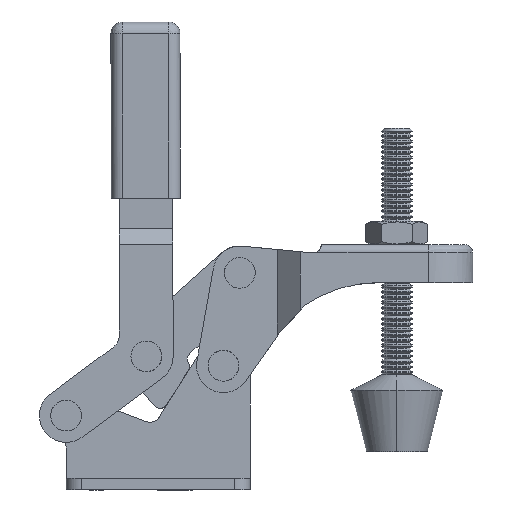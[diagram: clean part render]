
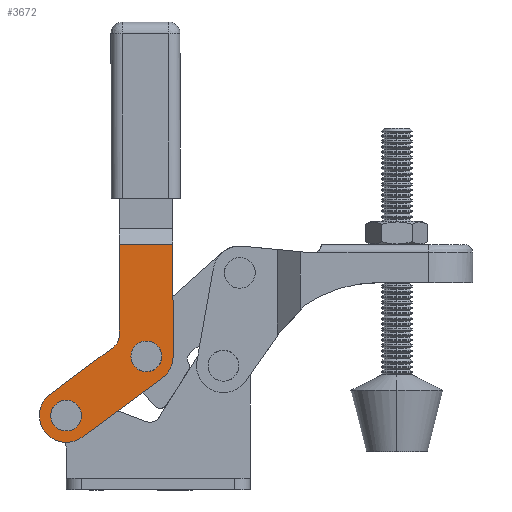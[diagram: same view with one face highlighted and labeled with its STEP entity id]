
A CAD part, left-side view. The second image highlights one B-rep face of the part: STEP entity #3672.
In plain terms, the highlighted free-form (B-spline) face has degree [1, 1] with [2, 2] control points.
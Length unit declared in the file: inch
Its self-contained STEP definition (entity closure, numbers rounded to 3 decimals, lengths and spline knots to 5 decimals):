
#3672=ADVANCED_FACE('',(#7667,#7668,#7669),#7670,.F.);
#7667=FACE_OUTER_BOUND('',#12701,.T.);
#7668=FACE_BOUND('',#12702,.T.);
#7669=FACE_BOUND('',#12703,.T.);
#7670=B_SPLINE_SURFACE_WITH_KNOTS('',1,1,((#12704,#12705),(#12706,#12707)),.UNSPECIFIED.,.F.,.F.,.F.,(2,2),(2,2),(0.0,1.0),(0.0,1.0),.UNSPECIFIED.);
#12701=EDGE_LOOP('',(#21646,#21647,#21648,#21649,#21650,#21651,#21652,#21653,#21654));
#12702=EDGE_LOOP('',(#21655,#21656));
#12703=EDGE_LOOP('',(#21657,#21658));
#12704=CARTESIAN_POINT('',(-0.11811,0.14432,1.26048));
#12705=CARTESIAN_POINT('',(-0.11811,0.14153,0.23761));
#12706=CARTESIAN_POINT('',(-0.11811,-0.5476,1.26237));
#12707=CARTESIAN_POINT('',(-0.11811,-0.55039,0.23949));
#21646=ORIENTED_EDGE('',*,*,#27211,.F.);
#21647=ORIENTED_EDGE('',*,*,#26727,.F.);
#21648=ORIENTED_EDGE('',*,*,#27157,.T.);
#21649=ORIENTED_EDGE('',*,*,#26228,.F.);
#21650=ORIENTED_EDGE('',*,*,#27198,.T.);
#21651=ORIENTED_EDGE('',*,*,#24510,.F.);
#21652=ORIENTED_EDGE('',*,*,#26857,.F.);
#21653=ORIENTED_EDGE('',*,*,#24769,.F.);
#21654=ORIENTED_EDGE('',*,*,#27212,.F.);
#21655=ORIENTED_EDGE('',*,*,#25216,.T.);
#21656=ORIENTED_EDGE('',*,*,#26999,.T.);
#21657=ORIENTED_EDGE('',*,*,#27136,.T.);
#21658=ORIENTED_EDGE('',*,*,#27213,.T.);
#24510=EDGE_CURVE('',#27539,#27541,#27542,.T.);
#24769=EDGE_CURVE('',#28033,#28029,#28035,.T.);
#25216=EDGE_CURVE('',#28846,#28843,#28847,.T.);
#26228=EDGE_CURVE('',#30678,#30680,#30681,.T.);
#26727=EDGE_CURVE('',#31547,#31549,#31550,.T.);
#26857=EDGE_CURVE('',#28029,#27539,#31768,.T.);
#26999=EDGE_CURVE('',#28843,#28846,#31984,.T.);
#27136=EDGE_CURVE('',#32195,#32192,#32196,.T.);
#27157=EDGE_CURVE('',#31547,#30680,#32223,.T.);
#27198=EDGE_CURVE('',#30678,#27541,#32279,.T.);
#27211=EDGE_CURVE('',#31549,#32293,#32294,.T.);
#27212=EDGE_CURVE('',#32293,#28033,#32295,.T.);
#27213=EDGE_CURVE('',#32192,#32195,#32296,.T.);
#27539=VERTEX_POINT('',#32786);
#27541=VERTEX_POINT('',#32789);
#27542=LINE('',#32790,#32791);
#28029=VERTEX_POINT('',#33616);
#28033=VERTEX_POINT('',#33621);
#28035=CIRCLE('',#33624,0.1378);
#28843=VERTEX_POINT('',#34787);
#28846=VERTEX_POINT('',#34791);
#28847=CIRCLE('',#34792,0.05906);
#30678=VERTEX_POINT('',#38183);
#30680=VERTEX_POINT('',#38186);
#30681=LINE('',#38187,#38188);
#31547=VERTEX_POINT('',#40041);
#31549=VERTEX_POINT('',#40044);
#31550=LINE('',#40045,#40046);
#31768=CIRCLE('',#40315,0.1378);
#31984=CIRCLE('',#40903,0.05906);
#32192=VERTEX_POINT('',#41214);
#32195=VERTEX_POINT('',#41218);
#32196=CIRCLE('',#41219,0.05906);
#32223=LINE('',#41250,#41251);
#32279=CIRCLE('',#41371,0.07874);
#32293=VERTEX_POINT('',#41391);
#32294=CIRCLE('',#41392,0.1378);
#32295=LINE('',#41393,#41394);
#32296=CIRCLE('',#41395,0.05906);
#32786=CARTESIAN_POINT('',(-0.11811,0.08196,0.49266));
#32789=CARTESIAN_POINT('',(-0.11811,-0.24138,0.73188));
#32790=CARTESIAN_POINT('',(-0.11811,0.08196,0.49266));
#32791=VECTOR('',#41942,0.4022);
#33616=CARTESIAN_POINT('',(-0.11811,0.13779,0.38151));
#33621=CARTESIAN_POINT('',(-0.11811,-0.08195,0.27111));
#33624=AXIS2_PLACEMENT_3D('',#42501,#42502,#42503);
#34787=CARTESIAN_POINT('',(-0.11811,-0.05905,0.38205));
#34791=CARTESIAN_POINT('',(-0.11811,0.05905,0.38173));
#34792=AXIS2_PLACEMENT_3D('',#43420,#43421,#43422);
#38183=CARTESIAN_POINT('',(-0.11811,-0.27328,0.79539));
#38186=CARTESIAN_POINT('',(-0.11811,-0.27201,1.26162));
#38187=CARTESIAN_POINT('',(-0.11811,-0.27328,0.79539));
#38188=VECTOR('',#45001,0.46623);
#40041=CARTESIAN_POINT('',(-0.11811,-0.5476,1.26237));
#40044=CARTESIAN_POINT('',(-0.11811,-0.54917,0.6866));
#40045=CARTESIAN_POINT('',(-0.11811,-0.5476,1.26237));
#40046=VECTOR('',#45603,0.57577);
#40315=AXIS2_PLACEMENT_3D('',#45879,#45880,#45881);
#40903=AXIS2_PLACEMENT_3D('',#46035,#46036,#46037);
#41214=CARTESIAN_POINT('',(-0.11811,-0.47043,0.68638));
#41218=CARTESIAN_POINT('',(-0.11811,-0.35232,0.68606));
#41219=AXIS2_PLACEMENT_3D('',#46275,#46276,#46277);
#41250=CARTESIAN_POINT('',(-0.11811,-0.5476,1.26237));
#41251=VECTOR('',#46302,0.27559);
#41371=AXIS2_PLACEMENT_3D('',#46355,#46356,#46357);
#41391=CARTESIAN_POINT('',(-0.11811,-0.49333,0.57544));
#41392=AXIS2_PLACEMENT_3D('',#46361,#46362,#46363);
#41393=CARTESIAN_POINT('',(-0.11811,-0.49333,0.57544));
#41394=VECTOR('',#46364,0.51171);
#41395=AXIS2_PLACEMENT_3D('',#46365,#46366,#46367);
#41942=DIRECTION('',(0.,-0.804,0.595));
#42501=CARTESIAN_POINT('',(-0.11811,0.,0.38189));
#42502=DIRECTION('',(1.0,0.,0.));
#42503=DIRECTION('',(0.,-0.595,-0.804));
#43420=CARTESIAN_POINT('',(-0.11811,0.,0.38189));
#43421=DIRECTION('',(1.0,0.,0.));
#43422=DIRECTION('',(0.,-1.,0.003));
#45001=DIRECTION('',(0.,0.003,1.));
#45603=DIRECTION('',(0.,-0.003,-1.));
#45879=CARTESIAN_POINT('',(-0.11811,0.,0.38189));
#45880=DIRECTION('',(1.0,0.,0.));
#45881=DIRECTION('',(0.,1.,-0.003));
#46035=CARTESIAN_POINT('',(-0.11811,0.,0.38189));
#46036=DIRECTION('',(1.0,0.,0.));
#46037=DIRECTION('',(0.,-1.,0.003));
#46275=CARTESIAN_POINT('',(-0.11811,-0.41138,0.68622));
#46276=DIRECTION('',(1.0,0.,0.));
#46277=DIRECTION('',(0.,-1.,0.003));
#46302=DIRECTION('',(0.,1.,-0.003));
#46355=CARTESIAN_POINT('',(-0.11811,-0.19454,0.79518));
#46356=DIRECTION('',(1.0,0.,0.));
#46357=DIRECTION('',(0.,-1.,0.003));
#46361=CARTESIAN_POINT('',(-0.11811,-0.41138,0.68622));
#46362=DIRECTION('',(1.0,0.,0.));
#46363=DIRECTION('',(0.,-1.,0.003));
#46364=DIRECTION('',(0.,0.804,-0.595));
#46365=CARTESIAN_POINT('',(-0.11811,-0.41138,0.68622));
#46366=DIRECTION('',(1.0,0.,0.));
#46367=DIRECTION('',(0.,-1.,0.003));
